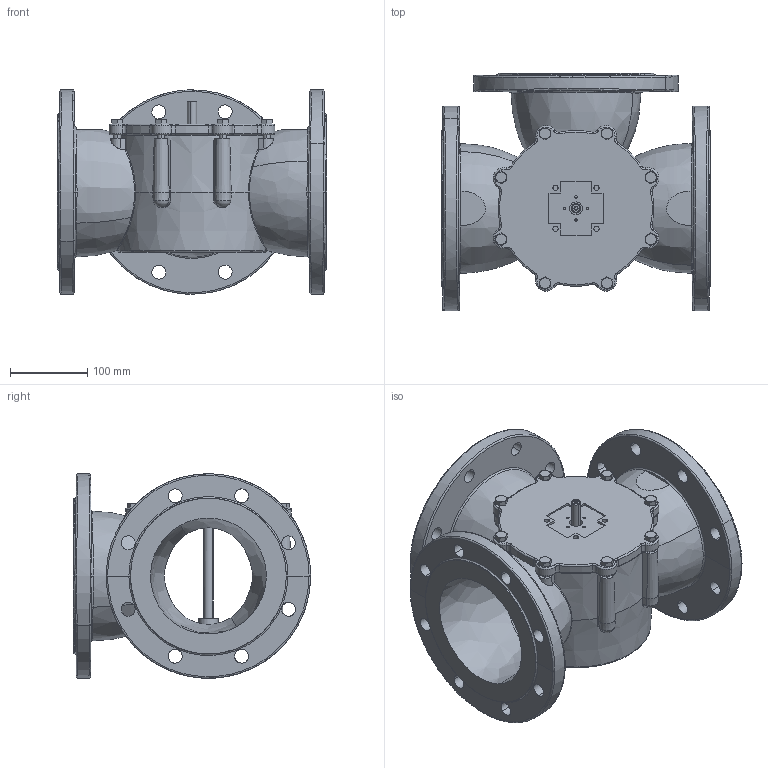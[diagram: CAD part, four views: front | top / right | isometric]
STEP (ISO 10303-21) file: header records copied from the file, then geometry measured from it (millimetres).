
FILE_DESCRIPTION(('CATIA V5 STEP'),'2;1');
FILE_NAME('3F150.stp','2013-02-21T14:56:05+00:00',('none'),('none'),'CATIA Version 5 Release 20 SP 6 (IN-10)','CATIA V5 STEP AP203','none');
FILE_SCHEMA(('CONFIG_CONTROL_DESIGN'));
Length unit declared in the file: millimetre
Products named in the file (1): 3F150
Assembly tree (11 placements, depth 2):
  3F150
    #58
    #20077
    #25682  x8
    #26351
Bounding box: 350 x 307.5 x 264.8 mm (x, y, z)
Volume: 4379780 mm3; surface area: 774942.2 mm2
Topology: 11 solids, 11 shells, 693 faces, 1681 edges, 1041 vertices
Faces by surface type: cylinder 214, plane 200, bspline 109, cone 73, torus 66, revolution 12, sphere 10, extrusion 9
Entity records: 26721 total; most frequent: CARTESIAN_POINT 15109, ORIENTED_EDGE 2778, DIRECTION 1512, EDGE_CURVE 1389, VERTEX_POINT 859, AXIS2_PLACEMENT_3D 791, EDGE_LOOP 668, B_SPLINE_CURVE_WITH_KNOTS 602
